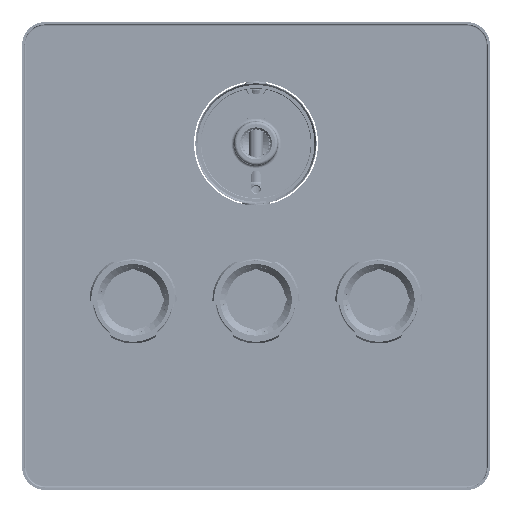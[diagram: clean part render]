
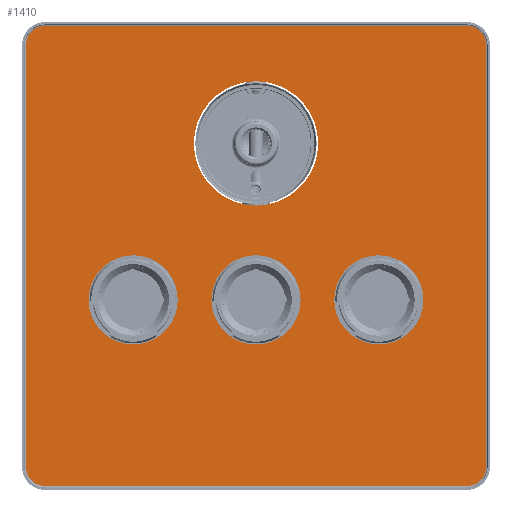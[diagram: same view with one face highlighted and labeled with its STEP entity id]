
A CAD part, front view. The second image highlights one B-rep face of the part: STEP entity #1410.
In plain terms, the highlighted planar face has unit normal (0, -1, 0).
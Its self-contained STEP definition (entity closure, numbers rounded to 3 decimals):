
#663=DIRECTION('',(-1.,0.,0.));
#664=VECTOR('',#663,144.);
#665=CARTESIAN_POINT('',(72.,6.2,-78.7));
#666=LINE('',#665,#664);
#667=CARTESIAN_POINT('',(-72.,6.2,-72.));
#668=DIRECTION('',(0.,1.,0.));
#669=DIRECTION('',(0.,0.,-1.));
#670=AXIS2_PLACEMENT_3D('',#667,#668,#669);
#672=DIRECTION('',(0.,0.,1.));
#673=VECTOR('',#672,144.);
#674=CARTESIAN_POINT('',(-78.7,6.2,-72.));
#675=LINE('',#674,#673);
#676=CARTESIAN_POINT('',(-72.,6.2,72.));
#677=DIRECTION('',(0.,1.,0.));
#678=DIRECTION('',(-1.,0.,0.));
#679=AXIS2_PLACEMENT_3D('',#676,#677,#678);
#681=DIRECTION('',(1.,0.,0.));
#682=VECTOR('',#681,144.);
#683=CARTESIAN_POINT('',(-72.,6.2,78.7));
#684=LINE('',#683,#682);
#685=CARTESIAN_POINT('',(72.,6.2,72.));
#686=DIRECTION('',(0.,1.,0.));
#687=DIRECTION('',(0.,0.,1.));
#688=AXIS2_PLACEMENT_3D('',#685,#686,#687);
#690=DIRECTION('',(0.,0.,-1.));
#691=VECTOR('',#690,144.);
#692=CARTESIAN_POINT('',(78.7,6.2,72.));
#693=LINE('',#692,#691);
#694=CARTESIAN_POINT('',(72.,6.2,-72.));
#695=DIRECTION('',(0.,1.,0.));
#696=DIRECTION('',(1.,0.,0.));
#697=AXIS2_PLACEMENT_3D('',#694,#695,#696);
#699=CARTESIAN_POINT('',(38.5,6.2,0.));
#700=DIRECTION('',(0.,-1.,0.));
#701=DIRECTION('',(1.,0.,0.));
#702=AXIS2_PLACEMENT_3D('',#699,#700,#701);
#704=CARTESIAN_POINT('',(38.5,6.2,0.));
#705=DIRECTION('',(0.,-1.,0.));
#706=DIRECTION('',(-1.,0.,0.));
#707=AXIS2_PLACEMENT_3D('',#704,#705,#706);
#709=CARTESIAN_POINT('',(-15.,6.2,42.));
#710=DIRECTION('',(0.,1.,0.));
#711=DIRECTION('',(-1.,0.,0.));
#712=AXIS2_PLACEMENT_3D('',#709,#710,#711);
#714=CARTESIAN_POINT('',(-15.,6.2,42.));
#715=DIRECTION('',(0.,1.,0.));
#716=DIRECTION('',(1.,0.,0.));
#717=AXIS2_PLACEMENT_3D('',#714,#715,#716);
#719=CARTESIAN_POINT('',(-15.,6.2,0.));
#720=DIRECTION('',(0.,1.,0.));
#721=DIRECTION('',(-1.,0.,0.));
#722=AXIS2_PLACEMENT_3D('',#719,#720,#721);
#724=CARTESIAN_POINT('',(-15.,6.2,0.));
#725=DIRECTION('',(0.,1.,0.));
#726=DIRECTION('',(1.,0.,0.));
#727=AXIS2_PLACEMENT_3D('',#724,#725,#726);
#729=CARTESIAN_POINT('',(-15.,6.2,-42.));
#730=DIRECTION('',(0.,1.,0.));
#731=DIRECTION('',(-1.,0.,0.));
#732=AXIS2_PLACEMENT_3D('',#729,#730,#731);
#734=CARTESIAN_POINT('',(-15.,6.2,-42.));
#735=DIRECTION('',(0.,1.,0.));
#736=DIRECTION('',(1.,0.,0.));
#737=AXIS2_PLACEMENT_3D('',#734,#735,#736);
#998=CARTESIAN_POINT('',(59.75,6.2,0.));
#1000=VERTEX_POINT('',#998);
#1002=CARTESIAN_POINT('',(17.25,6.2,0.));
#1004=VERTEX_POINT('',#1002);
#1005=CARTESIAN_POINT('',(-30.25,6.2,42.));
#1007=VERTEX_POINT('',#1005);
#1009=CARTESIAN_POINT('',(0.25,6.2,42.));
#1011=VERTEX_POINT('',#1009);
#1013=CARTESIAN_POINT('',(-30.25,6.2,0.));
#1015=VERTEX_POINT('',#1013);
#1017=CARTESIAN_POINT('',(0.25,6.2,0.));
#1019=VERTEX_POINT('',#1017);
#1021=CARTESIAN_POINT('',(-30.25,6.2,-42.));
#1023=VERTEX_POINT('',#1021);
#1025=CARTESIAN_POINT('',(0.25,6.2,-42.));
#1027=VERTEX_POINT('',#1025);
#1089=CARTESIAN_POINT('',(72.,6.2,-78.7));
#1090=CARTESIAN_POINT('',(-72.,6.2,-78.7));
#1091=VERTEX_POINT('',#1089);
#1092=VERTEX_POINT('',#1090);
#1097=CARTESIAN_POINT('',(-78.7,6.2,-72.));
#1098=CARTESIAN_POINT('',(-78.7,6.2,72.));
#1099=VERTEX_POINT('',#1097);
#1100=VERTEX_POINT('',#1098);
#1105=CARTESIAN_POINT('',(-72.,6.2,78.7));
#1106=CARTESIAN_POINT('',(72.,6.2,78.7));
#1107=VERTEX_POINT('',#1105);
#1108=VERTEX_POINT('',#1106);
#1113=CARTESIAN_POINT('',(78.7,6.2,72.));
#1114=CARTESIAN_POINT('',(78.7,6.2,-72.));
#1115=VERTEX_POINT('',#1113);
#1116=VERTEX_POINT('',#1114);
#1365=CARTESIAN_POINT('',(0.,6.2,0.));
#1366=DIRECTION('',(0.,1.,0.));
#1367=DIRECTION('',(0.,0.,-1.));
#1368=AXIS2_PLACEMENT_3D('',#1365,#1366,#1367);
#1369=PLANE('',#1368);
#1371=ORIENTED_EDGE('',*,*,#1370,.T.);
#1373=ORIENTED_EDGE('',*,*,#1372,.T.);
#1375=ORIENTED_EDGE('',*,*,#1374,.T.);
#1377=ORIENTED_EDGE('',*,*,#1376,.T.);
#1379=ORIENTED_EDGE('',*,*,#1378,.T.);
#1380=ORIENTED_EDGE('',*,*,#1344,.T.);
#1381=ORIENTED_EDGE('',*,*,#1356,.T.);
#1383=ORIENTED_EDGE('',*,*,#1382,.T.);
#1384=EDGE_LOOP('',(#1371,#1373,#1375,#1377,#1379,#1380,#1381,#1383));
#1385=FACE_OUTER_BOUND('',#1384,.F.);
#1387=ORIENTED_EDGE('',*,*,#1386,.T.);
#1389=ORIENTED_EDGE('',*,*,#1388,.T.);
#1390=EDGE_LOOP('',(#1387,#1389));
#1391=FACE_BOUND('',#1390,.F.);
#1393=ORIENTED_EDGE('',*,*,#1392,.F.);
#1395=ORIENTED_EDGE('',*,*,#1394,.F.);
#1396=EDGE_LOOP('',(#1393,#1395));
#1397=FACE_BOUND('',#1396,.F.);
#1399=ORIENTED_EDGE('',*,*,#1398,.F.);
#1401=ORIENTED_EDGE('',*,*,#1400,.F.);
#1402=EDGE_LOOP('',(#1399,#1401));
#1403=FACE_BOUND('',#1402,.F.);
#1405=ORIENTED_EDGE('',*,*,#1404,.F.);
#1407=ORIENTED_EDGE('',*,*,#1406,.F.);
#1408=EDGE_LOOP('',(#1405,#1407));
#1409=FACE_BOUND('',#1408,.F.);
#1410=ADVANCED_FACE('',(#1385,#1391,#1397,#1403,#1409),#1369,.F.);
#671=CIRCLE('',#670,6.7);
#680=CIRCLE('',#679,6.7);
#689=CIRCLE('',#688,6.7);
#698=CIRCLE('',#697,6.7);
#703=CIRCLE('',#702,21.25);
#708=CIRCLE('',#707,21.25);
#713=CIRCLE('',#712,15.25);
#718=CIRCLE('',#717,15.25);
#723=CIRCLE('',#722,15.25);
#728=CIRCLE('',#727,15.25);
#733=CIRCLE('',#732,15.25);
#738=CIRCLE('',#737,15.25);
#1344=EDGE_CURVE('',#1108,#1115,#689,.T.);
#1356=EDGE_CURVE('',#1115,#1116,#693,.T.);
#1370=EDGE_CURVE('',#1091,#1092,#666,.T.);
#1372=EDGE_CURVE('',#1092,#1099,#671,.T.);
#1374=EDGE_CURVE('',#1099,#1100,#675,.T.);
#1376=EDGE_CURVE('',#1100,#1107,#680,.T.);
#1378=EDGE_CURVE('',#1107,#1108,#684,.T.);
#1382=EDGE_CURVE('',#1116,#1091,#698,.T.);
#1386=EDGE_CURVE('',#1000,#1004,#703,.T.);
#1388=EDGE_CURVE('',#1004,#1000,#708,.T.);
#1392=EDGE_CURVE('',#1007,#1011,#713,.T.);
#1394=EDGE_CURVE('',#1011,#1007,#718,.T.);
#1398=EDGE_CURVE('',#1015,#1019,#723,.T.);
#1400=EDGE_CURVE('',#1019,#1015,#728,.T.);
#1404=EDGE_CURVE('',#1023,#1027,#733,.T.);
#1406=EDGE_CURVE('',#1027,#1023,#738,.T.);
